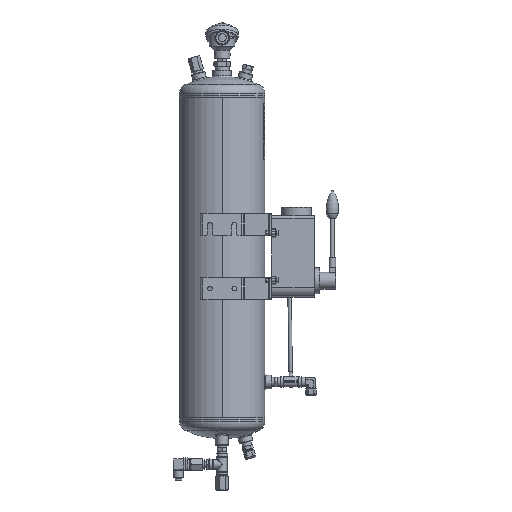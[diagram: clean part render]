
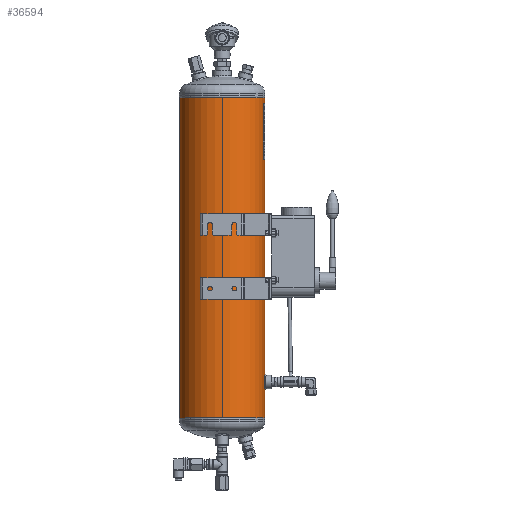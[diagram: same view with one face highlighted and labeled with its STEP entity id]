
A CAD part, left-side view. The second image highlights one B-rep face of the part: STEP entity #36594.
In plain terms, the highlighted cylindrical face has radius 100 mm (diameter 200 mm), a partial arc.
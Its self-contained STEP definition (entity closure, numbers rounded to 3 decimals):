
#2419=B_SPLINE_CURVE_WITH_KNOTS('',3,(#57115,#57116,#57117,#57118,#57119,
#57120,#57121,#57122,#57123,#57124,#57125),.UNSPECIFIED.,.T.,.F.,(1,1,1,
1,1,1,1,1,1,1,1,1,1,1,1),(-0.012,-0.008,-0.004,
0.,0.004,0.008,0.012,0.016,
0.02,0.023,0.027,0.031,
0.035,0.039,0.043),.UNSPECIFIED.);
#2420=B_SPLINE_CURVE_WITH_KNOTS('',3,(#57127,#57128,#57129,#57130,#57131,
#57132,#57133,#57134,#57135,#57136,#57137),.UNSPECIFIED.,.T.,.F.,(1,1,1,
1,1,1,1,1,1,1,1,1,1,1,1),(-0.012,-0.008,-0.004,
0.,0.004,0.008,0.012,0.016,
0.02,0.023,0.027,0.031,
0.035,0.039,0.043),.UNSPECIFIED.);
#2421=B_SPLINE_CURVE_WITH_KNOTS('',3,(#57139,#57140,#57141,#57142,#57143,
#57144,#57145,#57146,#57147,#57148,#57149,#57150,#57151,#57152,#57153,#57154,
#57155,#57156,#57157),.UNSPECIFIED.,.T.,.F.,(1,1,1,1,1,1,1,1,1,1,1,1,1,
1,1,1,1,1,1,1,1,1,1),(-0.018,-0.012,-0.006,
0.,0.006,0.012,0.018,
0.023,0.029,0.035,0.041,
0.047,0.053,0.059,0.065,
0.07,0.076,0.082,0.088,
0.094,0.1,0.106,0.112),
 .UNSPECIFIED.);
#4236=LINE('',#57159,#6592);
#4237=LINE('',#57164,#6593);
#6592=VECTOR('',#47910,1000.);
#6593=VECTOR('',#47913,1000.);
#8953=ORIENTED_EDGE('',*,*,#19623,.T.);
#8954=ORIENTED_EDGE('',*,*,#19624,.T.);
#8955=ORIENTED_EDGE('',*,*,#19625,.T.);
#8956=ORIENTED_EDGE('',*,*,#19626,.T.);
#8957=ORIENTED_EDGE('',*,*,#19627,.T.);
#8958=ORIENTED_EDGE('',*,*,#19628,.F.);
#8959=ORIENTED_EDGE('',*,*,#19629,.F.);
#19623=EDGE_CURVE('',#24958,#24958,#2419,.T.);
#19624=EDGE_CURVE('',#24959,#24959,#2420,.T.);
#19625=EDGE_CURVE('',#24960,#24960,#2421,.T.);
#19626=EDGE_CURVE('',#24961,#24962,#4236,.T.);
#19627=EDGE_CURVE('',#24962,#24963,#28725,.T.);
#19628=EDGE_CURVE('',#24964,#24963,#4237,.T.);
#19629=EDGE_CURVE('',#24961,#24964,#28726,.T.);
#24958=VERTEX_POINT('',#57126);
#24959=VERTEX_POINT('',#57138);
#24960=VERTEX_POINT('',#57158);
#24961=VERTEX_POINT('',#57160);
#24962=VERTEX_POINT('',#57161);
#24963=VERTEX_POINT('',#57163);
#24964=VERTEX_POINT('',#57165);
#28725=CIRCLE('',#44500,100.);
#28726=CIRCLE('',#44501,100.);
#29855=EDGE_LOOP('',(#8953));
#29856=EDGE_LOOP('',(#8954));
#29857=EDGE_LOOP('',(#8955));
#29858=EDGE_LOOP('',(#8956,#8957,#8958,#8959));
#32945=FACE_BOUND('',#29855,.T.);
#32946=FACE_BOUND('',#29856,.T.);
#32947=FACE_BOUND('',#29857,.T.);
#32948=FACE_BOUND('',#29858,.T.);
#36033=CYLINDRICAL_SURFACE('',#44499,100.);
#36594=ADVANCED_FACE('',(#32945,#32946,#32947,#32948),#36033,.T.);
#44499=AXIS2_PLACEMENT_3D('',#57114,#47908,#47909);
#44500=AXIS2_PLACEMENT_3D('',#57162,#47911,#47912);
#44501=AXIS2_PLACEMENT_3D('',#57166,#47914,#47915);
#47908=DIRECTION('',(0.,-1.,0.));
#47909=DIRECTION('',(0.,0.,-1.));
#47910=DIRECTION('',(0.,-1.,0.));
#47911=DIRECTION('',(0.,1.,0.));
#47912=DIRECTION('',(1.,0.,0.));
#47913=DIRECTION('',(0.,-1.,0.));
#47914=DIRECTION('',(0.,1.,0.));
#47915=DIRECTION('',(1.,0.,0.));
#57114=CARTESIAN_POINT('',(0.,750.,0.));
#57115=CARTESIAN_POINT('',(-3.915,48.922,-99.938));
#57116=CARTESIAN_POINT('',(-5.542,44.999,-99.844));
#57117=CARTESIAN_POINT('',(-3.916,41.082,-99.938));
#57118=CARTESIAN_POINT('',(-0.004,39.46,-100.031));
#57119=CARTESIAN_POINT('',(3.917,41.079,-99.938));
#57120=CARTESIAN_POINT('',(5.54,44.999,-99.844));
#57121=CARTESIAN_POINT('',(3.922,48.913,-99.937));
#57122=CARTESIAN_POINT('',(0.006,50.541,-100.031));
#57123=CARTESIAN_POINT('',(-3.915,48.922,-99.938));
#57124=CARTESIAN_POINT('',(-5.542,44.999,-99.844));
#57125=CARTESIAN_POINT('',(-3.916,41.082,-99.938));
#57126=CARTESIAN_POINT('',(-5.,45.,-99.875));
#57127=CARTESIAN_POINT('',(-3.915,158.922,-99.938));
#57128=CARTESIAN_POINT('',(-5.542,154.999,-99.844));
#57129=CARTESIAN_POINT('',(-3.916,151.082,-99.938));
#57130=CARTESIAN_POINT('',(-0.004,149.46,-100.031));
#57131=CARTESIAN_POINT('',(3.917,151.079,-99.938));
#57132=CARTESIAN_POINT('',(5.54,154.999,-99.844));
#57133=CARTESIAN_POINT('',(3.922,158.913,-99.937));
#57134=CARTESIAN_POINT('',(0.006,160.541,-100.031));
#57135=CARTESIAN_POINT('',(-3.915,158.922,-99.938));
#57136=CARTESIAN_POINT('',(-5.542,154.999,-99.844));
#57137=CARTESIAN_POINT('',(-3.916,151.082,-99.938));
#57138=CARTESIAN_POINT('',(-5.,155.,-99.875));
#57139=CARTESIAN_POINT('',(-98.994,672.42,14.208));
#57140=CARTESIAN_POINT('',(-98.806,666.495,15.395));
#57141=CARTESIAN_POINT('',(-98.993,660.6,14.214));
#57142=CARTESIAN_POINT('',(-99.436,655.617,10.88));
#57143=CARTESIAN_POINT('',(-99.878,652.286,5.9));
#57144=CARTESIAN_POINT('',(-100.061,651.109,0.009));
#57145=CARTESIAN_POINT('',(-99.879,652.279,-5.887));
#57146=CARTESIAN_POINT('',(-99.437,655.615,-10.879));
#57147=CARTESIAN_POINT('',(-98.992,660.601,-14.215));
#57148=CARTESIAN_POINT('',(-98.807,666.494,-15.391));
#57149=CARTESIAN_POINT('',(-98.992,672.387,-14.219));
#57150=CARTESIAN_POINT('',(-99.435,677.371,-10.892));
#57151=CARTESIAN_POINT('',(-99.877,680.709,-5.914));
#57152=CARTESIAN_POINT('',(-100.061,681.893,-0.013));
#57153=CARTESIAN_POINT('',(-99.878,680.72,5.889));
#57154=CARTESIAN_POINT('',(-99.437,677.387,10.874));
#57155=CARTESIAN_POINT('',(-98.994,672.42,14.208));
#57156=CARTESIAN_POINT('',(-98.806,666.495,15.395));
#57157=CARTESIAN_POINT('',(-98.993,660.6,14.214));
#57158=CARTESIAN_POINT('',(-98.869,666.5,15.));
#57159=CARTESIAN_POINT('',(0.254,801.561,100.));
#57160=CARTESIAN_POINT('',(0.254,750.,100.));
#57161=CARTESIAN_POINT('',(0.254,0.,100.));
#57162=CARTESIAN_POINT('',(0.,0.,0.));
#57163=CARTESIAN_POINT('',(-0.254,0.,100.));
#57164=CARTESIAN_POINT('',(-0.254,801.561,100.));
#57165=CARTESIAN_POINT('',(-0.254,750.,100.));
#57166=CARTESIAN_POINT('',(0.,750.,0.));
